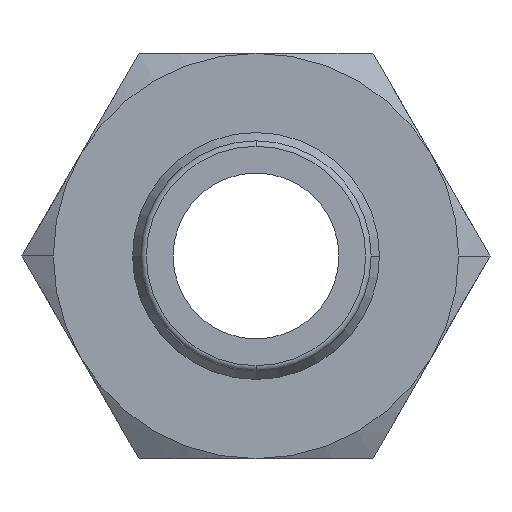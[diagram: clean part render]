
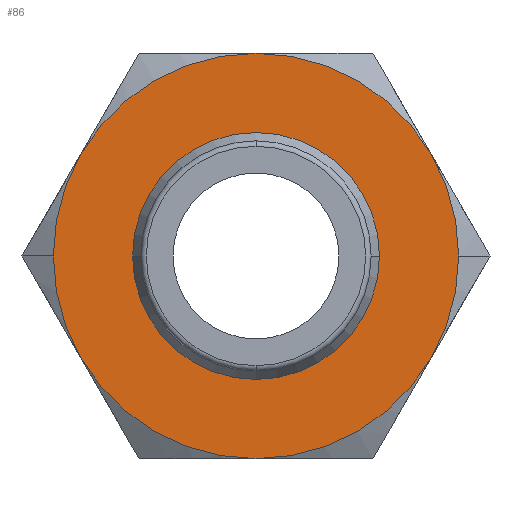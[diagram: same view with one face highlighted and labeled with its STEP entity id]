
A CAD part, front view. The second image highlights one B-rep face of the part: STEP entity #86.
In plain terms, the highlighted planar face has unit normal (0, -1, 0).
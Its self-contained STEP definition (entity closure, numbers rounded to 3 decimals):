
#86=ADVANCED_FACE('',(#198,#199),#200,.T.);
#198=FACE_OUTER_BOUND('',#335,.T.);
#199=FACE_BOUND('',#336,.T.);
#200=PLANE('',#337);
#335=EDGE_LOOP('',(#515,#516,#517,#518,#519,#520,#521,#522));
#336=EDGE_LOOP('',(#523,#524));
#337=AXIS2_PLACEMENT_3D('',#525,#526,#527);
#515=ORIENTED_EDGE('',*,*,#832,.T.);
#516=ORIENTED_EDGE('',*,*,#827,.T.);
#517=ORIENTED_EDGE('',*,*,#833,.T.);
#518=ORIENTED_EDGE('',*,*,#834,.T.);
#519=ORIENTED_EDGE('',*,*,#796,.T.);
#520=ORIENTED_EDGE('',*,*,#835,.T.);
#521=ORIENTED_EDGE('',*,*,#836,.T.);
#522=ORIENTED_EDGE('',*,*,#837,.T.);
#523=ORIENTED_EDGE('',*,*,#823,.F.);
#524=ORIENTED_EDGE('',*,*,#838,.F.);
#525=CARTESIAN_POINT('',(-5.5,14.0,0.0));
#526=DIRECTION('',(0.,-1.0,0.0));
#527=DIRECTION('',(-1.0,0.,0.0));
#796=EDGE_CURVE('',#937,#934,#938,.T.);
#823=EDGE_CURVE('',#983,#979,#985,.T.);
#827=EDGE_CURVE('',#988,#990,#992,.T.);
#832=EDGE_CURVE('',#997,#988,#998,.T.);
#833=EDGE_CURVE('',#990,#999,#1000,.T.);
#834=EDGE_CURVE('',#999,#937,#1001,.T.);
#835=EDGE_CURVE('',#934,#1002,#1003,.T.);
#836=EDGE_CURVE('',#1002,#1004,#1005,.T.);
#837=EDGE_CURVE('',#1004,#997,#1006,.T.);
#838=EDGE_CURVE('',#979,#983,#1007,.T.);
#934=VERTEX_POINT('',#1124);
#937=VERTEX_POINT('',#1128);
#938=CIRCLE('',#1129,11.0);
#979=VERTEX_POINT('',#1187);
#983=VERTEX_POINT('',#1192);
#985=CIRCLE('',#1195,6.7);
#988=VERTEX_POINT('',#1198);
#990=VERTEX_POINT('',#1201);
#992=CIRCLE('',#1214,11.0);
#997=VERTEX_POINT('',#1219);
#998=CIRCLE('',#1220,11.0);
#999=VERTEX_POINT('',#1221);
#1000=CIRCLE('',#1222,11.0);
#1001=CIRCLE('',#1223,11.0);
#1002=VERTEX_POINT('',#1224);
#1003=CIRCLE('',#1225,11.0);
#1004=VERTEX_POINT('',#1226);
#1005=CIRCLE('',#1227,11.0);
#1006=CIRCLE('',#1228,11.0);
#1007=CIRCLE('',#1229,6.7);
#1124=CARTESIAN_POINT('',(11.0,14.0,0.));
#1128=CARTESIAN_POINT('',(9.526,14.0,-5.5));
#1129=AXIS2_PLACEMENT_3D('',#1474,#1475,#1476);
#1187=CARTESIAN_POINT('',(6.7,14.0,0.));
#1192=CARTESIAN_POINT('',(-6.7,14.0,0.));
#1195=AXIS2_PLACEMENT_3D('',#1521,#1522,#1523);
#1198=CARTESIAN_POINT('',(-11.0,14.0,0.));
#1201=CARTESIAN_POINT('',(-9.526,14.0,-5.5));
#1214=AXIS2_PLACEMENT_3D('',#1525,#1526,#1527);
#1219=CARTESIAN_POINT('',(-9.526,14.0,5.5));
#1220=AXIS2_PLACEMENT_3D('',#1534,#1535,#1536);
#1221=CARTESIAN_POINT('',(0.,14.0,-11.0));
#1222=AXIS2_PLACEMENT_3D('',#1537,#1538,#1539);
#1223=AXIS2_PLACEMENT_3D('',#1540,#1541,#1542);
#1224=CARTESIAN_POINT('',(9.526,14.0,5.5));
#1225=AXIS2_PLACEMENT_3D('',#1543,#1544,#1545);
#1226=CARTESIAN_POINT('',(0.,14.0,11.0));
#1227=AXIS2_PLACEMENT_3D('',#1546,#1547,#1548);
#1228=AXIS2_PLACEMENT_3D('',#1549,#1550,#1551);
#1229=AXIS2_PLACEMENT_3D('',#1552,#1553,#1554);
#1474=CARTESIAN_POINT('',(0.,14.0,0.0));
#1475=DIRECTION('',(0.,-1.0,0.0));
#1476=DIRECTION('',(-1.0,0.,0.0));
#1521=CARTESIAN_POINT('',(0.0,14.0,0.0));
#1522=DIRECTION('',(0.,-1.0,0.0));
#1523=DIRECTION('',(1.0,0.,0.0));
#1525=CARTESIAN_POINT('',(0.,14.0,0.0));
#1526=DIRECTION('',(0.,-1.0,0.0));
#1527=DIRECTION('',(-1.0,0.,0.0));
#1534=CARTESIAN_POINT('',(0.,14.0,0.0));
#1535=DIRECTION('',(0.,-1.0,0.0));
#1536=DIRECTION('',(-1.0,0.,0.0));
#1537=CARTESIAN_POINT('',(0.,14.0,0.0));
#1538=DIRECTION('',(0.,-1.0,0.0));
#1539=DIRECTION('',(-1.0,0.,0.0));
#1540=CARTESIAN_POINT('',(0.,14.0,0.0));
#1541=DIRECTION('',(0.,-1.0,0.0));
#1542=DIRECTION('',(-1.0,0.,0.0));
#1543=CARTESIAN_POINT('',(0.,14.0,0.0));
#1544=DIRECTION('',(0.,-1.0,0.0));
#1545=DIRECTION('',(-1.0,0.,0.0));
#1546=CARTESIAN_POINT('',(0.,14.0,0.0));
#1547=DIRECTION('',(0.,-1.0,0.0));
#1548=DIRECTION('',(-1.0,0.,0.0));
#1549=CARTESIAN_POINT('',(0.,14.0,0.0));
#1550=DIRECTION('',(0.,-1.0,0.0));
#1551=DIRECTION('',(-1.0,0.,0.0));
#1552=CARTESIAN_POINT('',(0.0,14.0,0.0));
#1553=DIRECTION('',(0.,-1.0,0.0));
#1554=DIRECTION('',(1.0,0.,0.0));
